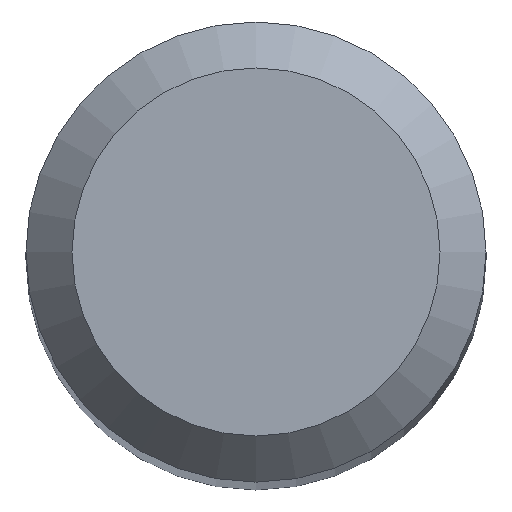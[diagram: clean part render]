
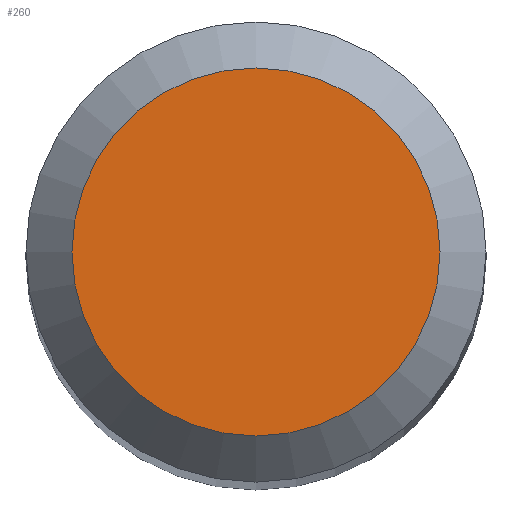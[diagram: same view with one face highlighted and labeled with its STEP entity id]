
A CAD part, top view. The second image highlights one B-rep face of the part: STEP entity #260.
In plain terms, the highlighted planar face has unit normal (0, 0, 1).
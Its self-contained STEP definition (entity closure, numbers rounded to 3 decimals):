
#16 = CARTESIAN_POINT ( 'NONE',  ( 0., 1.2, 38. ) ) ;
#52 = AXIS2_PLACEMENT_3D ( 'NONE', #16, #196, #379 ) ;
#74 = FACE_OUTER_BOUND ( 'NONE', #137, .T. ) ;
#135 = PLANE ( 'NONE',  #52 ) ;
#137 = EDGE_LOOP ( 'NONE', ( #142 ) ) ;
#142 = ORIENTED_EDGE ( 'NONE', *, *, #162, .T. ) ;
#162 = EDGE_CURVE ( 'NONE', #360, #360, #182, .T. ) ;
#178 = AXIS2_PLACEMENT_3D ( 'NONE', #222, #216, #349 ) ;
#182 = CIRCLE ( 'NONE', #178, 1.2 ) ;
#196 = DIRECTION ( 'NONE',  ( 0., 0., -1. ) ) ;
#205 = CARTESIAN_POINT ( 'NONE',  ( 1.2, 0., 38. ) ) ;
#216 = DIRECTION ( 'NONE',  ( 0., 0., 1. ) ) ;
#222 = CARTESIAN_POINT ( 'NONE',  ( 0., 0., 38. ) ) ;
#260 = ADVANCED_FACE ( 'NONE', ( #74 ), #135, .F. ) ;
#349 = DIRECTION ( 'NONE',  ( 1., 0., 0. ) ) ;
#360 = VERTEX_POINT ( 'NONE', #205 ) ;
#379 = DIRECTION ( 'NONE',  ( -1., 0., 0. ) ) ;
